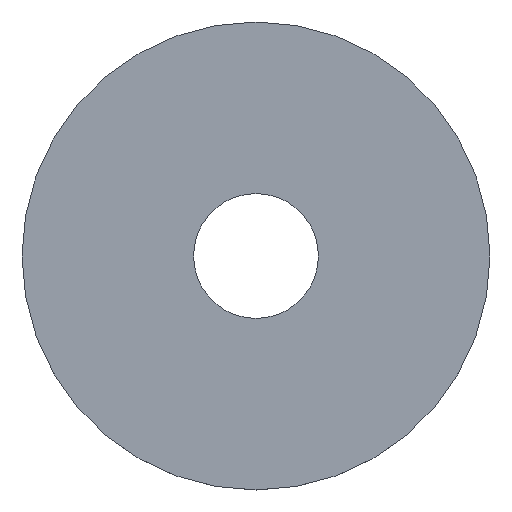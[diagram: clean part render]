
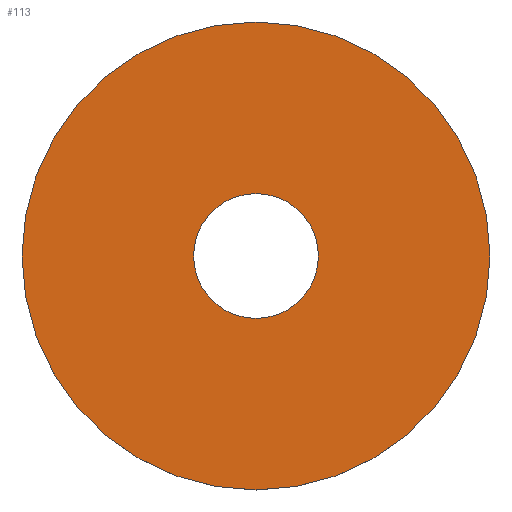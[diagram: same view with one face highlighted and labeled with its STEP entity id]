
A CAD part, top view. The second image highlights one B-rep face of the part: STEP entity #113.
In plain terms, the highlighted planar face has unit normal (0, 0, 1).
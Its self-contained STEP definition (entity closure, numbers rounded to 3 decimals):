
#6 = CIRCLE ( 'NONE', #31, 4. ) ;
#11 = DIRECTION ( 'NONE',  ( 0., 0., 1. ) ) ;
#16 = DIRECTION ( 'NONE',  ( 0., 1., 0. ) ) ;
#22 = FACE_OUTER_BOUND ( 'NONE', #25, .T. ) ;
#25 = EDGE_LOOP ( 'NONE', ( #81 ) ) ;
#28 = EDGE_CURVE ( 'NONE', #125, #125, #46, .T. ) ;
#31 = AXIS2_PLACEMENT_3D ( 'NONE', #69, #119, #67 ) ;
#33 = EDGE_CURVE ( 'NONE', #63, #63, #6, .T. ) ;
#44 = EDGE_LOOP ( 'NONE', ( #132 ) ) ;
#46 = CIRCLE ( 'NONE', #156, 15. ) ;
#48 = AXIS2_PLACEMENT_3D ( 'NONE', #97, #11, #112 ) ;
#58 = FACE_BOUND ( 'NONE', #44, .T. ) ;
#60 = PLANE ( 'NONE',  #48 ) ;
#63 = VERTEX_POINT ( 'NONE', #111 ) ;
#67 = DIRECTION ( 'NONE',  ( 0., 1., 0. ) ) ;
#69 = CARTESIAN_POINT ( 'NONE',  ( 0., 0., 1.1 ) ) ;
#81 = ORIENTED_EDGE ( 'NONE', *, *, #28, .F. ) ;
#97 = CARTESIAN_POINT ( 'NONE',  ( 0., 4., 1.1 ) ) ;
#111 = CARTESIAN_POINT ( 'NONE',  ( 0., 4., 1.1 ) ) ;
#112 = DIRECTION ( 'NONE',  ( 0., -1., 0. ) ) ;
#113 = ADVANCED_FACE ( 'NONE', ( #58, #22 ), #60, .T. ) ;
#119 = DIRECTION ( 'NONE',  ( 0., 0., -1. ) ) ;
#121 = DIRECTION ( 'NONE',  ( 0., 0., -1. ) ) ;
#125 = VERTEX_POINT ( 'NONE', #142 ) ;
#132 = ORIENTED_EDGE ( 'NONE', *, *, #33, .T. ) ;
#135 = CARTESIAN_POINT ( 'NONE',  ( 0., 0., 1.1 ) ) ;
#142 = CARTESIAN_POINT ( 'NONE',  ( 0., 15., 1.1 ) ) ;
#156 = AXIS2_PLACEMENT_3D ( 'NONE', #135, #121, #16 ) ;
